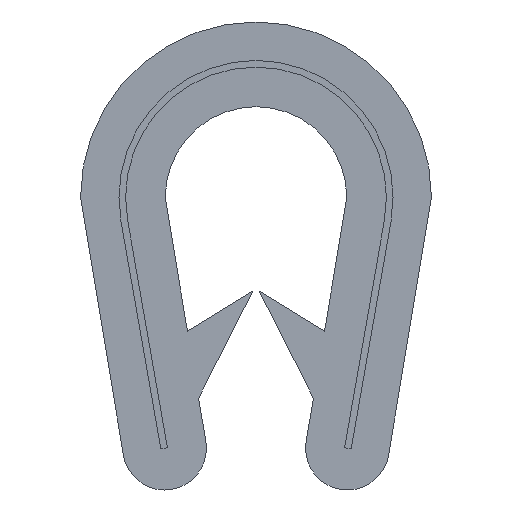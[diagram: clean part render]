
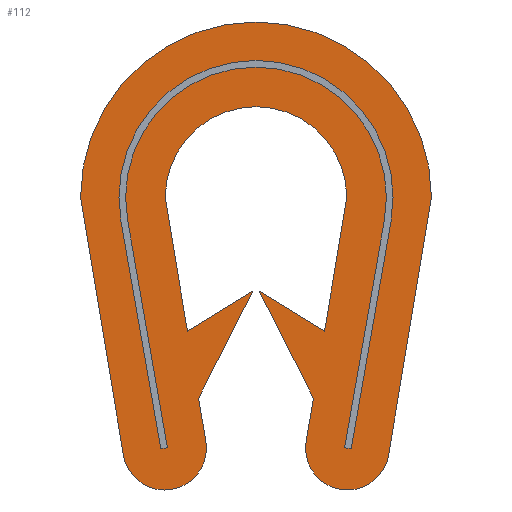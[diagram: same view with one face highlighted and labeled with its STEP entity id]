
A CAD part, front view. The second image highlights one B-rep face of the part: STEP entity #112.
In plain terms, the highlighted planar face has unit normal (0, -1, 0).
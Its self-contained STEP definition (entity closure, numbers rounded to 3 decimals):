
#112=ADVANCED_FACE('',(#147,#148),#146,.F.);
#146=PLANE('',#491);
#147=FACE_OUTER_BOUND('',#492,.T.);
#148=FACE_BOUND('',#493,.T.);
#488=CARTESIAN_POINT('',(-6.3,0.,1.419));
#489=DIRECTION('',(0.,1.,0.));
#490=DIRECTION('',(1.,0.,0.));
#491=AXIS2_PLACEMENT_3D('',#488,#489,#490);
#492=EDGE_LOOP('',(#660,#661,#662,#663,#664,#665,#666,#667,#668,#669,#670,#671,#672,#673));
#493=EDGE_LOOP('',(#674,#675,#676,#677,#678,#679,#680,#681));
#660=ORIENTED_EDGE('',*,*,#840,.T.);
#661=ORIENTED_EDGE('',*,*,#841,.T.);
#662=ORIENTED_EDGE('',*,*,#842,.T.);
#663=ORIENTED_EDGE('',*,*,#843,.T.);
#664=ORIENTED_EDGE('',*,*,#844,.T.);
#665=ORIENTED_EDGE('',*,*,#845,.T.);
#666=ORIENTED_EDGE('',*,*,#846,.T.);
#667=ORIENTED_EDGE('',*,*,#847,.T.);
#668=ORIENTED_EDGE('',*,*,#848,.T.);
#669=ORIENTED_EDGE('',*,*,#849,.T.);
#670=ORIENTED_EDGE('',*,*,#850,.T.);
#671=ORIENTED_EDGE('',*,*,#851,.T.);
#672=ORIENTED_EDGE('',*,*,#852,.T.);
#673=ORIENTED_EDGE('',*,*,#853,.F.);
#674=ORIENTED_EDGE('',*,*,#854,.F.);
#675=ORIENTED_EDGE('',*,*,#855,.F.);
#676=ORIENTED_EDGE('',*,*,#856,.F.);
#677=ORIENTED_EDGE('',*,*,#857,.F.);
#678=ORIENTED_EDGE('',*,*,#858,.F.);
#679=ORIENTED_EDGE('',*,*,#859,.T.);
#680=ORIENTED_EDGE('',*,*,#860,.F.);
#681=ORIENTED_EDGE('',*,*,#861,.F.);
#840=EDGE_CURVE('',#930,#931,#932,.T.);
#841=EDGE_CURVE('',#931,#938,#939,.T.);
#842=EDGE_CURVE('',#938,#945,#946,.T.);
#843=EDGE_CURVE('',#945,#952,#953,.T.);
#844=EDGE_CURVE('',#952,#959,#960,.T.);
#845=EDGE_CURVE('',#959,#966,#967,.T.);
#846=EDGE_CURVE('',#966,#973,#974,.T.);
#847=EDGE_CURVE('',#973,#980,#981,.T.);
#848=EDGE_CURVE('',#980,#987,#988,.T.);
#849=EDGE_CURVE('',#987,#994,#995,.T.);
#850=EDGE_CURVE('',#994,#1001,#1002,.T.);
#851=EDGE_CURVE('',#1001,#1008,#1009,.T.);
#852=EDGE_CURVE('',#1008,#1015,#1016,.T.);
#853=EDGE_CURVE('',#930,#1015,#1022,.T.);
#854=EDGE_CURVE('',#1028,#1029,#1030,.T.);
#855=EDGE_CURVE('',#1036,#1028,#1037,.T.);
#856=EDGE_CURVE('',#1043,#1036,#1044,.T.);
#857=EDGE_CURVE('',#1050,#1043,#1051,.T.);
#858=EDGE_CURVE('',#1057,#1050,#1058,.T.);
#859=EDGE_CURVE('',#1057,#1064,#1065,.T.);
#860=EDGE_CURVE('',#1071,#1064,#1072,.T.);
#861=EDGE_CURVE('',#1029,#1071,#1078,.T.);
#930=VERTEX_POINT('',#1530);
#931=VERTEX_POINT('',#1531);
#932=LINE('',#1532,#1533);
#938=VERTEX_POINT('',#1535);
#939=LINE('',#1536,#1537);
#945=VERTEX_POINT('',#1539);
#946=LINE('',#1540,#1541);
#952=VERTEX_POINT('',#1543);
#953=LINE('',#1544,#1545);
#959=VERTEX_POINT('',#1547);
#960=CIRCLE('',#1551,1.25);
#966=VERTEX_POINT('',#1552);
#967=LINE('',#1553,#1554);
#973=VERTEX_POINT('',#1556);
#974=CIRCLE('',#1560,5.25);
#980=VERTEX_POINT('',#1561);
#981=LINE('',#1562,#1563);
#987=VERTEX_POINT('',#1565);
#988=CIRCLE('',#1569,1.25);
#994=VERTEX_POINT('',#1570);
#995=LINE('',#1571,#1572);
#1001=VERTEX_POINT('',#1574);
#1002=LINE('',#1575,#1576);
#1008=VERTEX_POINT('',#1578);
#1009=LINE('',#1579,#1580);
#1015=VERTEX_POINT('',#1582);
#1016=LINE('',#1583,#1584);
#1022=CIRCLE('',#1589,2.716);
#1028=VERTEX_POINT('',#1590);
#1029=VERTEX_POINT('',#1591);
#1030=LINE('',#1592,#1593);
#1036=VERTEX_POINT('',#1595);
#1037=CIRCLE('',#1599,4.1);
#1043=VERTEX_POINT('',#1600);
#1044=LINE('',#1601,#1602);
#1050=VERTEX_POINT('',#1604);
#1051=LINE('',#1605,#1606);
#1057=VERTEX_POINT('',#1608);
#1058=LINE('',#1609,#1610);
#1064=VERTEX_POINT('',#1612);
#1065=CIRCLE('',#1616,3.9);
#1071=VERTEX_POINT('',#1617);
#1072=LINE('',#1618,#1619);
#1078=LINE('',#1621,#1622);
#1530=CARTESIAN_POINT('',(2.716,0.,-5.25));
#1531=CARTESIAN_POINT('',(2.049,0.,-9.25));
#1532=CARTESIAN_POINT('',(2.716,0.,-5.25));
#1533=VECTOR('',#1534,4.055);
#1534=DIRECTION('',(-0.164,0.,-0.986));
#1535=CARTESIAN_POINT('',(0.1,0.,-8.05));
#1536=CARTESIAN_POINT('',(2.049,0.,-9.25));
#1537=VECTOR('',#1538,2.289);
#1538=DIRECTION('',(-0.852,0.,0.524));
#1539=CARTESIAN_POINT('',(1.716,0.,-11.25));
#1540=CARTESIAN_POINT('',(0.1,0.,-8.05));
#1541=VECTOR('',#1542,3.585);
#1542=DIRECTION('',(0.451,0.,-0.893));
#1543=CARTESIAN_POINT('',(1.5,0.,-12.545));
#1544=CARTESIAN_POINT('',(1.716,0.,-11.25));
#1545=VECTOR('',#1546,1.312);
#1546=DIRECTION('',(-0.164,0.,-0.986));
#1547=CARTESIAN_POINT('',(3.966,0.,-12.955));
#1548=CARTESIAN_POINT('',(2.733,0.,-12.75));
#1549=DIRECTION('',(0.,-1.,0.));
#1550=DIRECTION('',(-0.986,0.,0.164));
#1551=AXIS2_PLACEMENT_3D('',#1548,#1549,#1550);
#1552=CARTESIAN_POINT('',(5.25,0.,-5.25));
#1553=CARTESIAN_POINT('',(3.966,0.,-12.955));
#1554=VECTOR('',#1555,7.812);
#1555=DIRECTION('',(0.164,0.,0.986));
#1556=CARTESIAN_POINT('',(-5.25,0.,-5.25));
#1557=CARTESIAN_POINT('',(0.,0.,-5.25));
#1558=DIRECTION('',(0.,-1.,0.));
#1559=DIRECTION('',(-1.,0.,0.));
#1560=AXIS2_PLACEMENT_3D('',#1557,#1558,#1559);
#1561=CARTESIAN_POINT('',(-3.966,0.,-12.955));
#1562=CARTESIAN_POINT('',(-5.25,0.,-5.25));
#1563=VECTOR('',#1564,7.812);
#1564=DIRECTION('',(0.164,0.,-0.986));
#1565=CARTESIAN_POINT('',(-1.5,0.,-12.545));
#1566=CARTESIAN_POINT('',(-2.733,0.,-12.75));
#1567=DIRECTION('',(0.,-1.,0.));
#1568=DIRECTION('',(-0.986,0.,-0.164));
#1569=AXIS2_PLACEMENT_3D('',#1566,#1567,#1568);
#1570=CARTESIAN_POINT('',(-1.716,0.,-11.25));
#1571=CARTESIAN_POINT('',(-1.5,0.,-12.545));
#1572=VECTOR('',#1573,1.312);
#1573=DIRECTION('',(-0.164,0.,0.986));
#1574=CARTESIAN_POINT('',(-0.1,0.,-8.05));
#1575=CARTESIAN_POINT('',(-1.716,0.,-11.25));
#1576=VECTOR('',#1577,3.585);
#1577=DIRECTION('',(0.451,0.,0.893));
#1578=CARTESIAN_POINT('',(-2.049,0.,-9.25));
#1579=CARTESIAN_POINT('',(-0.1,0.,-8.05));
#1580=VECTOR('',#1581,2.289);
#1581=DIRECTION('',(-0.852,0.,-0.524));
#1582=CARTESIAN_POINT('',(-2.716,0.,-5.25));
#1583=CARTESIAN_POINT('',(-2.049,0.,-9.25));
#1584=VECTOR('',#1585,4.055);
#1585=DIRECTION('',(-0.164,0.,0.986));
#1586=CARTESIAN_POINT('',(0.,0.,-5.25));
#1587=DIRECTION('',(0.,-1.,0.));
#1588=DIRECTION('',(-1.,0.,0.));
#1589=AXIS2_PLACEMENT_3D('',#1586,#1587,#1588);
#1590=CARTESIAN_POINT('',(-4.039,0.,-5.956));
#1591=CARTESIAN_POINT('',(-2.849,0.,-12.767));
#1592=CARTESIAN_POINT('',(-4.039,0.,-5.956));
#1593=VECTOR('',#1594,6.915);
#1594=DIRECTION('',(0.172,0.,-0.985));
#1595=CARTESIAN_POINT('',(4.039,0.,-5.956));
#1596=CARTESIAN_POINT('',(0.,0.,-5.25));
#1597=DIRECTION('',(0.,-1.,0.));
#1598=DIRECTION('',(0.985,0.,-0.172));
#1599=AXIS2_PLACEMENT_3D('',#1596,#1597,#1598);
#1600=CARTESIAN_POINT('',(2.849,0.,-12.767));
#1601=CARTESIAN_POINT('',(2.849,0.,-12.767));
#1602=VECTOR('',#1603,6.915);
#1603=DIRECTION('',(0.172,0.,0.985));
#1604=CARTESIAN_POINT('',(2.651,0.,-12.733));
#1605=CARTESIAN_POINT('',(2.651,0.,-12.733));
#1606=VECTOR('',#1607,0.2);
#1607=DIRECTION('',(0.985,0.,-0.172));
#1608=CARTESIAN_POINT('',(3.842,0.,-5.921));
#1609=CARTESIAN_POINT('',(3.842,0.,-5.921));
#1610=VECTOR('',#1611,6.915);
#1611=DIRECTION('',(-0.172,0.,-0.985));
#1612=CARTESIAN_POINT('',(-3.842,0.,-5.921));
#1613=CARTESIAN_POINT('',(0.,0.,-5.25));
#1614=DIRECTION('',(0.,-1.,0.));
#1615=DIRECTION('',(0.985,0.,-0.172));
#1616=AXIS2_PLACEMENT_3D('',#1613,#1614,#1615);
#1617=CARTESIAN_POINT('',(-2.651,0.,-12.733));
#1618=CARTESIAN_POINT('',(-2.651,0.,-12.733));
#1619=VECTOR('',#1620,6.915);
#1620=DIRECTION('',(-0.172,0.,0.985));
#1621=CARTESIAN_POINT('',(-2.849,0.,-12.767));
#1622=VECTOR('',#1623,0.2);
#1623=DIRECTION('',(0.985,0.,0.172));
